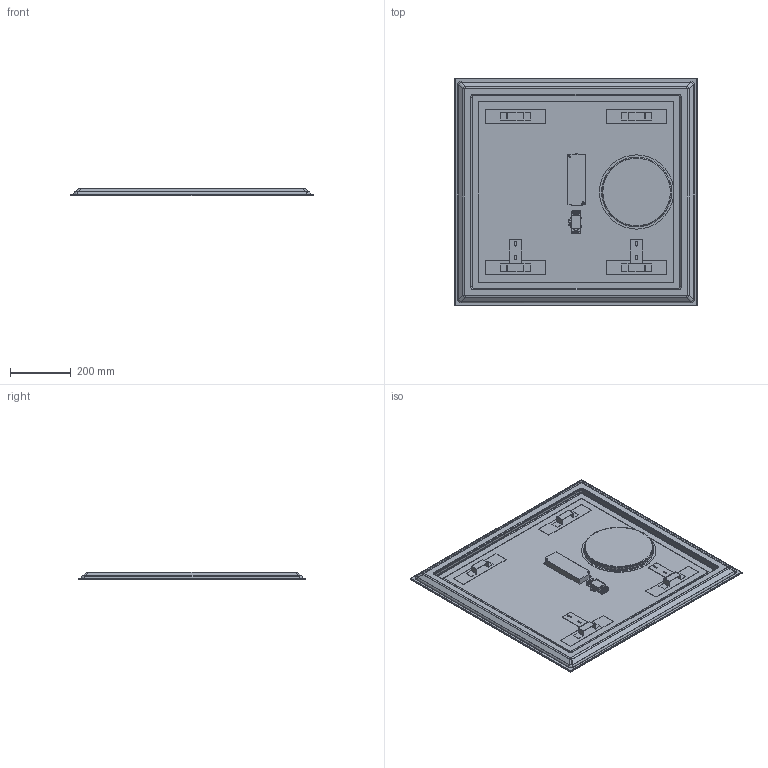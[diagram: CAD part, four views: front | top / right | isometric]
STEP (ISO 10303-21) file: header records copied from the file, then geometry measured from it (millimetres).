
FILE_DESCRIPTION((''),'2;1');
FILE_NAME('1200X750-B_ASM','2023-11-10T20:35:10',('Administrator'),(''),'CREO PARAMETRIC BY PTC INC, 2019080','CREO PARAMETRIC BY PTC INC, 2019080','');
FILE_SCHEMA(('CONFIG_CONTROL_DESIGN'));
Products named in the file (23): 600X800-B; 600X800-C; SY-510-220-B; 234_202_WALLMOUNT_BRACKET; 179_213_FLANGE_297_250_FLANGE; 179_212_MIRROR_FITTING; 179-212_ASM; 600X800LED; 180-001; 180-FDJ; FDJ-LED; 600X800-2-B; 160_ASM; LED_DRIVER_SS40-12VFP; SS40-12VFP_ASM; JUNCTION_BOX_-_M654_GROMMET; JUNCTION_BOX_-_M654_RELIEF; JUNCTION_BOX_-_M654_BOTTOM; JUNCTION_BOX_-_M654_LID; TERMINAL_STRIP_TERMINAL_STRIP_-; JUNCTION_BOX_-_M654_JUNCTION_BO_ASM; 179-213_ASM; 1200X750-B_ASM
Assembly tree (28 placements, depth 3):
  1200X750-B_ASM
    600X800-B
    600X800-C
    SY-510-220-B
    179-212_ASM  x2
      234_202_WALLMOUNT_BRACKET
      179_213_FLANGE_297_250_FLANGE
      179_212_MIRROR_FITTING
    600X800LED
    160_ASM
      180-001
      180-FDJ
      FDJ-LED
      600X800-2-B
    SS40-12VFP_ASM
      LED_DRIVER_SS40-12VFP
    JUNCTION_BOX_-_M654_JUNCTION_BO_ASM
      JUNCTION_BOX_-_M654_GROMMET  x2
      JUNCTION_BOX_-_M654_RELIEF  x2
      JUNCTION_BOX_-_M654_BOTTOM
      JUNCTION_BOX_-_M654_LID
      TERMINAL_STRIP_TERMINAL_STRIP_-
    179-213_ASM  x2
      179_213_FLANGE_297_250_FLANGE
      179_212_MIRROR_FITTING
Bounding box: 800 x 750 x 25.5 mm (x, y, z)
Volume: 3197983.1 mm3; surface area: 2216936.1 mm2
Topology: 28 solids, 28 shells, 1571 faces, 3991 edges, 2528 vertices
Faces by surface type: plane 1116, cylinder 365, torus 36, bspline 24, sphere 20, extrusion 10
Entity records: 38589 total; most frequent: CARTESIAN_POINT 8273, DIRECTION 6259, ORIENTED_EDGE 6162, EDGE_CURVE 3081, VECTOR 2223, LINE 2213, AXIS2_PLACEMENT_3D 2018, VERTEX_POINT 1984
